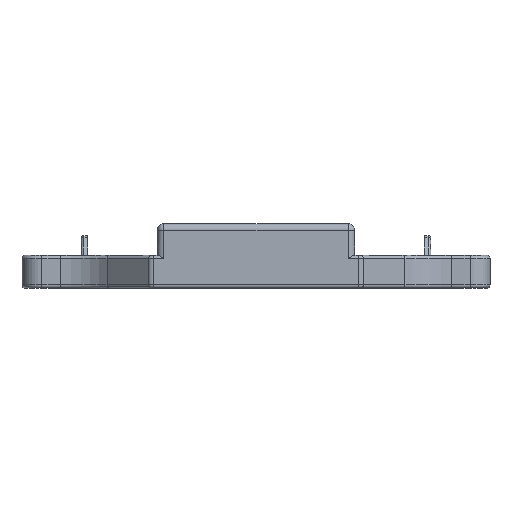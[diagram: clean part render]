
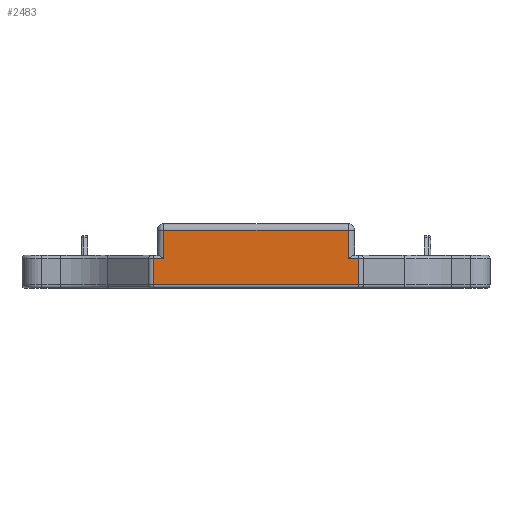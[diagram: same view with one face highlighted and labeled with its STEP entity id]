
A CAD part, left-side view. The second image highlights one B-rep face of the part: STEP entity #2483.
In plain terms, the highlighted planar face has unit normal (-1, 0, 0).
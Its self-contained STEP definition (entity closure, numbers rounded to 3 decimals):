
#181 = EDGE_CURVE ( 'NONE', #4183, #5180, #514, .T. ) ;
#232 = CARTESIAN_POINT ( 'NONE',  ( -28.57, -15.586, -0.5 ) ) ;
#439 = DIRECTION ( 'NONE',  ( 0., 0., -1. ) ) ;
#485 = EDGE_CURVE ( 'NONE', #2104, #4183, #4872, .T. ) ;
#514 = LINE ( 'NONE', #2184, #1328 ) ;
#698 = ORIENTED_EDGE ( 'NONE', *, *, #181, .T. ) ;
#998 = EDGE_CURVE ( 'NONE', #1652, #4055, #4927, .T. ) ;
#1005 = CARTESIAN_POINT ( 'NONE',  ( -28.57, 15.586, -0.5 ) ) ;
#1134 = CARTESIAN_POINT ( 'NONE',  ( -28.57, -15.586, -4.5 ) ) ;
#1156 = DIRECTION ( 'NONE',  ( 0., 0., 1. ) ) ;
#1196 = ORIENTED_EDGE ( 'NONE', *, *, #1324, .T. ) ;
#1227 = CARTESIAN_POINT ( 'NONE',  ( -28.57, 15.586, -5. ) ) ;
#1324 = EDGE_CURVE ( 'NONE', #1438, #3017, #3998, .T. ) ;
#1328 = VECTOR ( 'NONE', #2517, 1000. ) ;
#1438 = VERTEX_POINT ( 'NONE', #1474 ) ;
#1474 = CARTESIAN_POINT ( 'NONE',  ( -28.57, -14., 3.8 ) ) ;
#1575 = DIRECTION ( 'NONE',  ( 0., 1., 0. ) ) ;
#1640 = CARTESIAN_POINT ( 'NONE',  ( -28.57, 0., -4.5 ) ) ;
#1652 = VERTEX_POINT ( 'NONE', #3681 ) ;
#1782 = EDGE_LOOP ( 'NONE', ( #2549, #5365, #698, #4869, #2369, #1196, #2546, #5018 ) ) ;
#1858 = EDGE_CURVE ( 'NONE', #4055, #2104, #5123, .T. ) ;
#1926 = CARTESIAN_POINT ( 'NONE',  ( -28.57, 15., 3.8 ) ) ;
#2053 = FACE_OUTER_BOUND ( 'NONE', #1782, .T. ) ;
#2104 = VERTEX_POINT ( 'NONE', #3671 ) ;
#2125 = EDGE_CURVE ( 'NONE', #3019, #1438, #2798, .T. ) ;
#2184 = CARTESIAN_POINT ( 'NONE',  ( -28.57, -15.586, -5. ) ) ;
#2187 = CARTESIAN_POINT ( 'NONE',  ( -28.57, 14., -5. ) ) ;
#2294 = AXIS2_PLACEMENT_3D ( 'NONE', #2819, #3286, #4103 ) ;
#2369 = ORIENTED_EDGE ( 'NONE', *, *, #2125, .T. ) ;
#2391 = VECTOR ( 'NONE', #1156, 1000. ) ;
#2483 = ADVANCED_FACE ( 'NONE', ( #2053 ), #4907, .F. ) ;
#2517 = DIRECTION ( 'NONE',  ( 0., 0., 1. ) ) ;
#2546 = ORIENTED_EDGE ( 'NONE', *, *, #3600, .T. ) ;
#2549 = ORIENTED_EDGE ( 'NONE', *, *, #1858, .T. ) ;
#2783 = DIRECTION ( 'NONE',  ( 0., 1., 0. ) ) ;
#2798 = LINE ( 'NONE', #3208, #2391 ) ;
#2819 = CARTESIAN_POINT ( 'NONE',  ( -28.57, 0., -5. ) ) ;
#2840 = CARTESIAN_POINT ( 'NONE',  ( -28.57, 15.586, -0.5 ) ) ;
#2987 = VECTOR ( 'NONE', #4120, 1000. ) ;
#2993 = CARTESIAN_POINT ( 'NONE',  ( -28.57, 14., 3.8 ) ) ;
#3017 = VERTEX_POINT ( 'NONE', #2993 ) ;
#3019 = VERTEX_POINT ( 'NONE', #4574 ) ;
#3208 = CARTESIAN_POINT ( 'NONE',  ( -28.57, -14., 4.8 ) ) ;
#3286 = DIRECTION ( 'NONE',  ( 1., 0., 0. ) ) ;
#3336 = VECTOR ( 'NONE', #3583, 1000. ) ;
#3583 = DIRECTION ( 'NONE',  ( 0., 1., 0. ) ) ;
#3600 = EDGE_CURVE ( 'NONE', #3017, #1652, #3825, .T. ) ;
#3671 = CARTESIAN_POINT ( 'NONE',  ( -28.57, 15.586, -4.5 ) ) ;
#3681 = CARTESIAN_POINT ( 'NONE',  ( -28.57, 14., -0.5 ) ) ;
#3825 = LINE ( 'NONE', #2187, #4492 ) ;
#3998 = LINE ( 'NONE', #1926, #3336 ) ;
#4055 = VERTEX_POINT ( 'NONE', #1005 ) ;
#4103 = DIRECTION ( 'NONE',  ( 0., 0., -1. ) ) ;
#4120 = DIRECTION ( 'NONE',  ( 0., 0., -1. ) ) ;
#4172 = VECTOR ( 'NONE', #1575, 1000. ) ;
#4183 = VERTEX_POINT ( 'NONE', #1134 ) ;
#4284 = VECTOR ( 'NONE', #4551, 1000. ) ;
#4492 = VECTOR ( 'NONE', #439, 1000. ) ;
#4551 = DIRECTION ( 'NONE',  ( 0., -1., 0. ) ) ;
#4574 = CARTESIAN_POINT ( 'NONE',  ( -28.57, -14., -0.5 ) ) ;
#4869 = ORIENTED_EDGE ( 'NONE', *, *, #5354, .T. ) ;
#4872 = LINE ( 'NONE', #1640, #4284 ) ;
#4907 = PLANE ( 'NONE',  #2294 ) ;
#4927 = LINE ( 'NONE', #2840, #5224 ) ;
#5001 = LINE ( 'NONE', #5299, #4172 ) ;
#5018 = ORIENTED_EDGE ( 'NONE', *, *, #998, .T. ) ;
#5123 = LINE ( 'NONE', #1227, #2987 ) ;
#5180 = VERTEX_POINT ( 'NONE', #232 ) ;
#5224 = VECTOR ( 'NONE', #2783, 1000. ) ;
#5299 = CARTESIAN_POINT ( 'NONE',  ( -28.57, -14., -0.5 ) ) ;
#5354 = EDGE_CURVE ( 'NONE', #5180, #3019, #5001, .T. ) ;
#5365 = ORIENTED_EDGE ( 'NONE', *, *, #485, .T. ) ;
